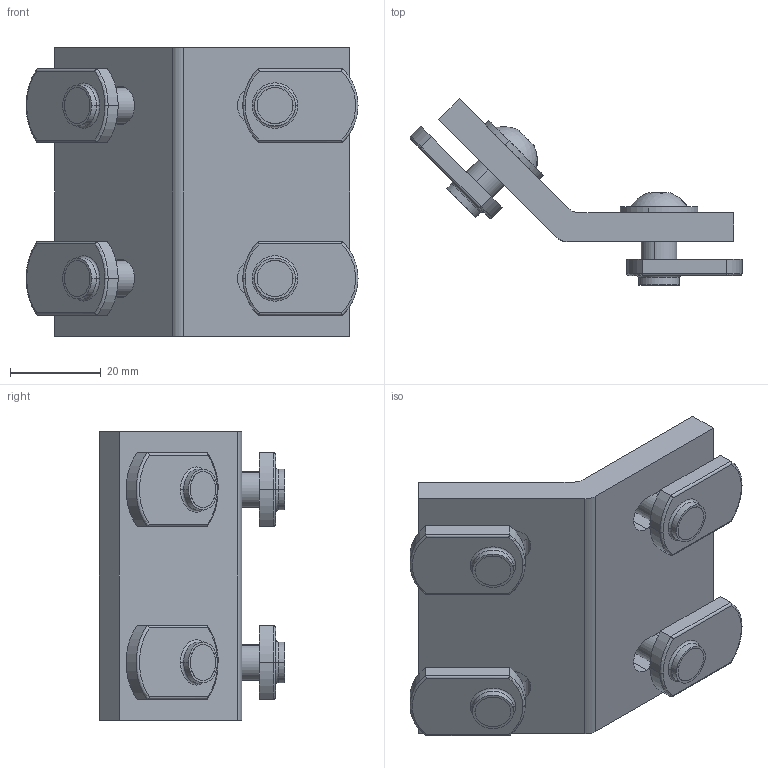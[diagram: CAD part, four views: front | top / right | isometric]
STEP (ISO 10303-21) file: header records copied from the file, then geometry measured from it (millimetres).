
FILE_DESCRIPTION (( 'STEP AP203' ), '1' );
FILE_NAME ('653291.SLDASM.step', '2003-10-13T11:33:05', ( 'Jerry Winters' ), ( 'GoEngineer' ), 'SwSTEP 2.0', 'SolidWorks 2003174', '' );
FILE_SCHEMA (( 'CONFIG_CONTROL_DESIGN' ));
Length unit declared in the file: inch
Products named in the file (5): 653291.SLDASM; 653291; 651129; 651097; FBHSCS_651134
Assembly tree (7 placements, depth 3):
  653291.SLDASM
    653291
    651129  x4
      651097
      FBHSCS_651134
Bounding box: 73.16 x 40.96 x 63.5 mm (x, y, z)
Volume: 37305 mm3; surface area: 19684.6 mm2
Topology: 9 solids, 9 shells, 168 faces, 378 edges, 240 vertices
Faces by surface type: plane 76, cylinder 64, torus 20, sphere 8
Entity records: 2524 total; most frequent: DIRECTION 361, CARTESIAN_POINT 346, ORIENTED_EDGE 306, EDGE_CURVE 153, AXIS2_PLACEMENT_3D 138, VERTEX_POINT 99, LINE 85, VECTOR 85
